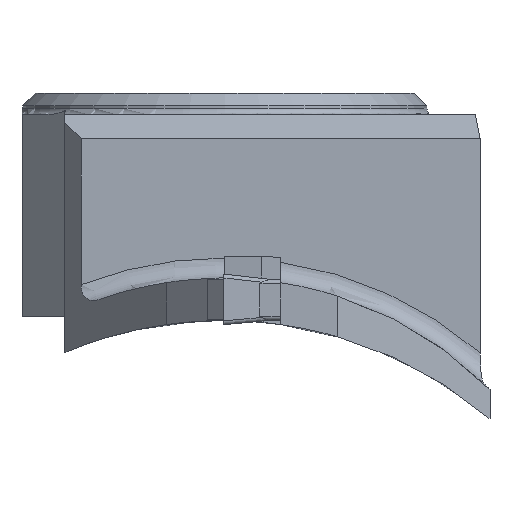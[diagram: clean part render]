
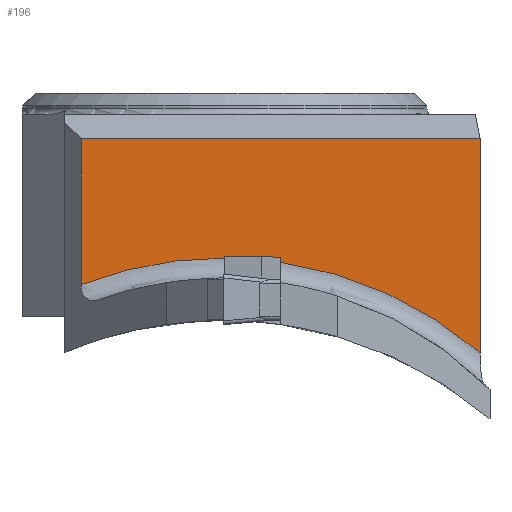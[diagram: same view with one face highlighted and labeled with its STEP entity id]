
A CAD part, left-side view. The second image highlights one B-rep face of the part: STEP entity #196.
In plain terms, the highlighted planar face has unit normal (-1, 0, 0).
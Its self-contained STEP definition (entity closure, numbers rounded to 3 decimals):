
#141=PLANE('',#1476);
#196=ADVANCED_FACE('CL_L_SU3',(#275),#141,.F.);
#275=FACE_OUTER_BOUND('',#342,.T.);
#342=EDGE_LOOP('',(#759,#760,#761,#762,#763,#764,#765,#766));
#421=LINE('',#2042,#540);
#428=LINE('',#2133,#547);
#429=LINE('',#2135,#548);
#430=LINE('',#2139,#549);
#431=LINE('',#2141,#550);
#432=LINE('',#2143,#551);
#540=VECTOR('',#1635,1.);
#547=VECTOR('',#1676,1.);
#548=VECTOR('',#1677,1.);
#549=VECTOR('',#1680,1.);
#550=VECTOR('',#1681,1.);
#551=VECTOR('',#1682,1.);
#651=CIRCLE('',#1474,31.275);
#652=CIRCLE('',#1475,31.275);
#759=ORIENTED_EDGE('',*,*,#1213,.T.);
#760=ORIENTED_EDGE('',*,*,#1235,.T.);
#761=ORIENTED_EDGE('',*,*,#1236,.F.);
#762=ORIENTED_EDGE('',*,*,#1237,.T.);
#763=ORIENTED_EDGE('',*,*,#1238,.F.);
#764=ORIENTED_EDGE('',*,*,#1239,.T.);
#765=ORIENTED_EDGE('',*,*,#1240,.F.);
#766=ORIENTED_EDGE('',*,*,#1241,.T.);
#1080=VERTEX_POINT('',#2041);
#1081=VERTEX_POINT('',#2043);
#1095=VERTEX_POINT('',#2134);
#1096=VERTEX_POINT('',#2136);
#1097=VERTEX_POINT('',#2138);
#1098=VERTEX_POINT('',#2140);
#1099=VERTEX_POINT('',#2142);
#1100=VERTEX_POINT('',#2144);
#1213=EDGE_CURVE('',#1081,#1080,#421,.T.);
#1235=EDGE_CURVE('',#1080,#1095,#428,.T.);
#1236=EDGE_CURVE('',#1096,#1095,#429,.T.);
#1237=EDGE_CURVE('',#1096,#1097,#651,.T.);
#1238=EDGE_CURVE('',#1098,#1097,#430,.T.);
#1239=EDGE_CURVE('',#1098,#1099,#431,.T.);
#1240=EDGE_CURVE('',#1100,#1099,#432,.T.);
#1241=EDGE_CURVE('',#1100,#1081,#652,.T.);
#1474=AXIS2_PLACEMENT_3D('',#2137,#1678,#1679);
#1475=AXIS2_PLACEMENT_3D('',#2145,#1683,#1684);
#1476=AXIS2_PLACEMENT_3D('',#2146,#1685,#1686);
#1635=DIRECTION('',(0.,0.,1.));
#1676=DIRECTION('',(0.,1.,0.));
#1677=DIRECTION('',(0.,0.,1.));
#1678=DIRECTION('',(1.,0.,0.));
#1679=DIRECTION('',(0.,0.,-1.));
#1680=DIRECTION('',(0.,0.01,-1.));
#1681=DIRECTION('',(0.,-1.,-0.01));
#1682=DIRECTION('',(0.,-0.01,1.));
#1683=DIRECTION('',(1.,0.,0.));
#1684=DIRECTION('',(0.,0.,-1.));
#1685=DIRECTION('',(1.,0.,0.));
#1686=DIRECTION('',(0.,0.,-1.));
#2041=CARTESIAN_POINT('',(-21.5,-20.22,-3.282));
#2042=CARTESIAN_POINT('',(-21.5,-20.22,-50.));
#2043=CARTESIAN_POINT('',(-21.5,-20.22,-20.226));
#2133=CARTESIAN_POINT('',(-21.5,1.095,-3.282));
#2134=CARTESIAN_POINT('',(-21.5,11.376,-3.282));
#2135=CARTESIAN_POINT('',(-21.5,11.376,-113.012));
#2136=CARTESIAN_POINT('',(-21.5,11.376,-14.829));
#2137=CARTESIAN_POINT('',(-21.5,0.1,-44.));
#2138=CARTESIAN_POINT('',(-21.5,0.045,-12.725));
#2139=CARTESIAN_POINT('',(-21.5,0.079,-16.));
#2140=CARTESIAN_POINT('',(-21.5,0.043,-12.6));
#2141=CARTESIAN_POINT('',(-21.5,0.132,-12.599));
#2142=CARTESIAN_POINT('',(-21.5,-4.452,-12.647));
#2143=CARTESIAN_POINT('',(-21.5,-4.432,-14.565));
#2144=CARTESIAN_POINT('',(-21.5,-4.447,-13.057));
#2145=CARTESIAN_POINT('',(-21.5,0.1,-44.));
#2146=CARTESIAN_POINT('',(-21.5,1.095,-113.012));
